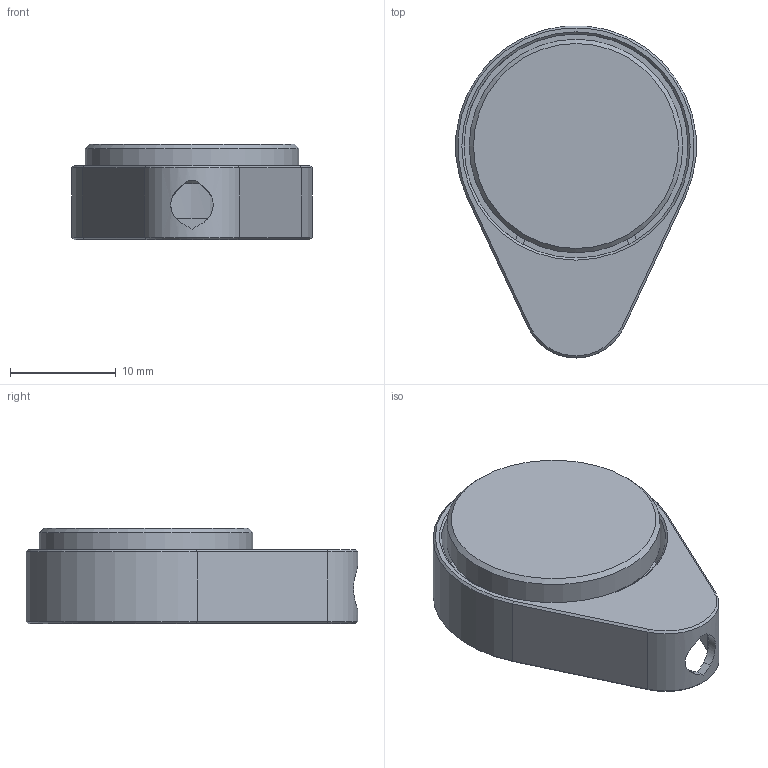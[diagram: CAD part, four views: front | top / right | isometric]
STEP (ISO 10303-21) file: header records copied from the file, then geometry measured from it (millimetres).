
FILE_DESCRIPTION(/* description */ (''),/* implementation_level */ '2;1');
FILE_NAME(/* name */ 'Raindrop_V1.2.step',/* time_stamp */ '2020-10-29T10:10:27-07:00',/* author */ (''),/* organization */ (''),/* preprocessor_version */ 'ST-DEVELOPER v18.1',/* originating_system */ 'Autodesk Translation Framework v9.3.0.1241',/* authorisation */ '');
FILE_SCHEMA (('AUTOMOTIVE_DESIGN { 1 0 10303 214 3 1 1 }'));
Length unit declared in the file: millimetre
Products named in the file (3): LT1 Raindrop Switch; Base; Cap
Assembly tree (2 placements, depth 2):
  LT1 Raindrop Switch
    Base
    Cap
Bounding box: 22.67 x 31.33 x 9 mm (x, y, z)
Volume: 1928.3 mm3; surface area: 3130 mm2
Topology: 2 solids, 2 shells, 90 faces, 233 edges, 149 vertices
Faces by surface type: plane 57, cylinder 20, cone 13
Full cylindrical faces by diameter (mm): 20.15 x1, 21.15 x1
Entity records: 2904 total; most frequent: CARTESIAN_POINT 569, DIRECTION 486, ORIENTED_EDGE 466, EDGE_CURVE 233, AXIS2_PLACEMENT_3D 178, VERTEX_POINT 149, LINE 130, VECTOR 130
